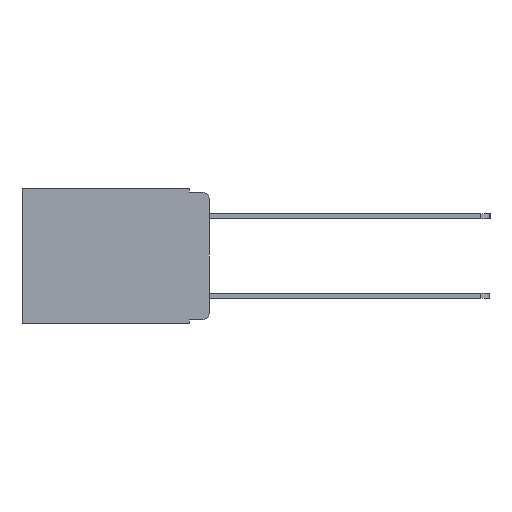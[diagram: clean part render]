
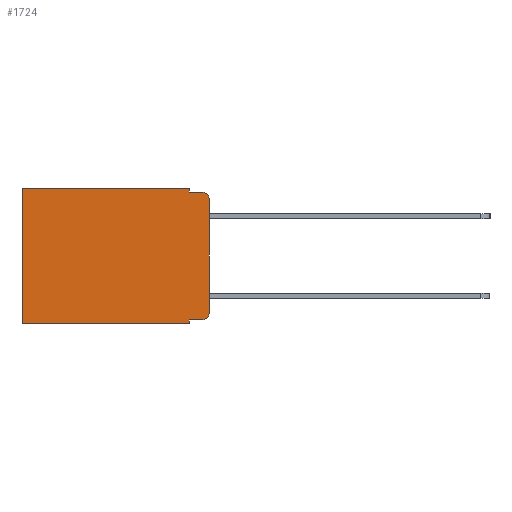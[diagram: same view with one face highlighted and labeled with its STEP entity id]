
A CAD part, left-side view. The second image highlights one B-rep face of the part: STEP entity #1724.
In plain terms, the highlighted planar face has unit normal (-1, 0, 0).
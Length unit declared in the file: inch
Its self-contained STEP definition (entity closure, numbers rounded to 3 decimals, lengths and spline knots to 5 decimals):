
#633 = EDGE_CURVE ( 'NONE', #4077, #13631, #5049, .T. ) ;
#707 = CARTESIAN_POINT ( 'NONE',  ( 0.298, 0., -0.313 ) ) ;
#708 = VECTOR ( 'NONE', #6298, 39.37008 ) ;
#734 = DIRECTION ( 'NONE',  ( -1., 0., 0. ) ) ;
#790 = CARTESIAN_POINT ( 'NONE',  ( 0.298, 0., -0.03 ) ) ;
#858 = CARTESIAN_POINT ( 'NONE',  ( 0.298, 0.051, -0.333 ) ) ;
#859 = VERTEX_POINT ( 'NONE', #11122 ) ;
#921 = EDGE_CURVE ( 'NONE', #2202, #12903, #4278, .T. ) ;
#1394 = CARTESIAN_POINT ( 'NONE',  ( 0.298, 0.051, -0.343 ) ) ;
#1724 = ADVANCED_FACE ( 'NONE', ( #3477 ), #14341, .F. ) ;
#2008 = VERTEX_POINT ( 'NONE', #19321 ) ;
#2202 = VERTEX_POINT ( 'NONE', #790 ) ;
#2545 = DIRECTION ( 'NONE',  ( 0., -1., 0. ) ) ;
#2636 = DIRECTION ( 'NONE',  ( -1., 0., 0. ) ) ;
#2732 = VERTEX_POINT ( 'NONE', #1394 ) ;
#3477 = FACE_OUTER_BOUND ( 'NONE', #12379, .T. ) ;
#3579 = EDGE_CURVE ( 'NONE', #2732, #6407, #9382, .T. ) ;
#3761 = ORIENTED_EDGE ( 'NONE', *, *, #9346, .T. ) ;
#4077 = VERTEX_POINT ( 'NONE', #18231 ) ;
#4278 = LINE ( 'NONE', #20166, #8479 ) ;
#4317 = CARTESIAN_POINT ( 'NONE',  ( 0.298, 0.051, 0. ) ) ;
#4798 = LINE ( 'NONE', #4317, #11163 ) ;
#4886 = ORIENTED_EDGE ( 'NONE', *, *, #15172, .T. ) ;
#4913 = LINE ( 'NONE', #20053, #13201 ) ;
#5049 = LINE ( 'NONE', #15335, #708 ) ;
#6298 = DIRECTION ( 'NONE',  ( 0., -1., 0. ) ) ;
#6407 = VERTEX_POINT ( 'NONE', #7874 ) ;
#7295 = VERTEX_POINT ( 'NONE', #10076 ) ;
#7453 = CARTESIAN_POINT ( 'NONE',  ( 0.298, 0.02, -0.01 ) ) ;
#7547 = CARTESIAN_POINT ( 'NONE',  ( 0.298, 0., 0. ) ) ;
#7842 = DIRECTION ( 'NONE',  ( 0., 0., -1. ) ) ;
#7874 = CARTESIAN_POINT ( 'NONE',  ( 0.298, 0.473, -0.343 ) ) ;
#7923 = VECTOR ( 'NONE', #2545, 39.37008 ) ;
#7978 = AXIS2_PLACEMENT_3D ( 'NONE', #12090, #2636, #13661 ) ;
#8013 = DIRECTION ( 'NONE',  ( 0., 0., -1. ) ) ;
#8479 = VECTOR ( 'NONE', #8013, 39.37008 ) ;
#8961 = EDGE_CURVE ( 'NONE', #7295, #2732, #4913, .T. ) ;
#9229 = EDGE_CURVE ( 'NONE', #2202, #13631, #20029, .T. ) ;
#9346 = EDGE_CURVE ( 'NONE', #859, #12903, #18163, .T. ) ;
#9382 = LINE ( 'NONE', #13598, #17027 ) ;
#10076 = CARTESIAN_POINT ( 'NONE',  ( 0.298, 0.051, -0.333 ) ) ;
#10266 = CARTESIAN_POINT ( 'NONE',  ( 0.298, 0.02, -0.03 ) ) ;
#10719 = ORIENTED_EDGE ( 'NONE', *, *, #921, .F. ) ;
#11122 = CARTESIAN_POINT ( 'NONE',  ( 0.298, 0.02, -0.333 ) ) ;
#11141 = DIRECTION ( 'NONE',  ( 0., 0., -1. ) ) ;
#11163 = VECTOR ( 'NONE', #13686, 39.37008 ) ;
#11821 = DIRECTION ( 'NONE',  ( 0., 0., -1. ) ) ;
#11923 = VECTOR ( 'NONE', #11141, 39.37008 ) ;
#12074 = ORIENTED_EDGE ( 'NONE', *, *, #9229, .T. ) ;
#12090 = CARTESIAN_POINT ( 'NONE',  ( 0.298, 0.02, -0.313 ) ) ;
#12379 = EDGE_LOOP ( 'NONE', ( #10719, #12074, #16602, #18159, #18750, #4886, #12662, #15764, #15970, #3761 ) ) ;
#12439 = EDGE_CURVE ( 'NONE', #7295, #859, #16107, .T. ) ;
#12662 = ORIENTED_EDGE ( 'NONE', *, *, #3579, .F. ) ;
#12903 = VERTEX_POINT ( 'NONE', #707 ) ;
#13201 = VECTOR ( 'NONE', #7842, 39.37008 ) ;
#13598 = CARTESIAN_POINT ( 'NONE',  ( 0.298, 0., -0.343 ) ) ;
#13631 = VERTEX_POINT ( 'NONE', #7453 ) ;
#13661 = DIRECTION ( 'NONE',  ( 0., 0., -1. ) ) ;
#13686 = DIRECTION ( 'NONE',  ( 0., 0., -1. ) ) ;
#13899 = DIRECTION ( 'NONE',  ( 1., 0., 0. ) ) ;
#14145 = CARTESIAN_POINT ( 'NONE',  ( 0.298, 0.473, 0. ) ) ;
#14169 = CARTESIAN_POINT ( 'NONE',  ( 0.298, 0.051, 0. ) ) ;
#14341 = PLANE ( 'NONE',  #16223 ) ;
#15172 = EDGE_CURVE ( 'NONE', #2008, #6407, #19985, .T. ) ;
#15222 = CARTESIAN_POINT ( 'NONE',  ( 0.298, 0., 0. ) ) ;
#15335 = CARTESIAN_POINT ( 'NONE',  ( 0.298, 0.051, -0.01 ) ) ;
#15598 = AXIS2_PLACEMENT_3D ( 'NONE', #10266, #734, #11821 ) ;
#15764 = ORIENTED_EDGE ( 'NONE', *, *, #8961, .F. ) ;
#15970 = ORIENTED_EDGE ( 'NONE', *, *, #12439, .T. ) ;
#15986 = VECTOR ( 'NONE', #16729, 39.37008 ) ;
#16107 = LINE ( 'NONE', #858, #7923 ) ;
#16223 = AXIS2_PLACEMENT_3D ( 'NONE', #15222, #13899, #17898 ) ;
#16602 = ORIENTED_EDGE ( 'NONE', *, *, #633, .F. ) ;
#16729 = DIRECTION ( 'NONE',  ( 0., 1., 0. ) ) ;
#17027 = VECTOR ( 'NONE', #18896, 39.37008 ) ;
#17898 = DIRECTION ( 'NONE',  ( 0., 0., -1. ) ) ;
#18159 = ORIENTED_EDGE ( 'NONE', *, *, #19184, .F. ) ;
#18163 = CIRCLE ( 'NONE', #7978, 0.02 ) ;
#18231 = CARTESIAN_POINT ( 'NONE',  ( 0.298, 0.051, -0.01 ) ) ;
#18522 = EDGE_CURVE ( 'NONE', #18726, #2008, #19498, .T. ) ;
#18726 = VERTEX_POINT ( 'NONE', #14169 ) ;
#18750 = ORIENTED_EDGE ( 'NONE', *, *, #18522, .T. ) ;
#18896 = DIRECTION ( 'NONE',  ( 0., 1., 0. ) ) ;
#19184 = EDGE_CURVE ( 'NONE', #18726, #4077, #4798, .T. ) ;
#19321 = CARTESIAN_POINT ( 'NONE',  ( 0.298, 0.473, 0. ) ) ;
#19498 = LINE ( 'NONE', #7547, #15986 ) ;
#19985 = LINE ( 'NONE', #14145, #11923 ) ;
#20029 = CIRCLE ( 'NONE', #15598, 0.02 ) ;
#20053 = CARTESIAN_POINT ( 'NONE',  ( 0.298, 0.051, 0. ) ) ;
#20166 = CARTESIAN_POINT ( 'NONE',  ( 0.298, 0., 0. ) ) ;
